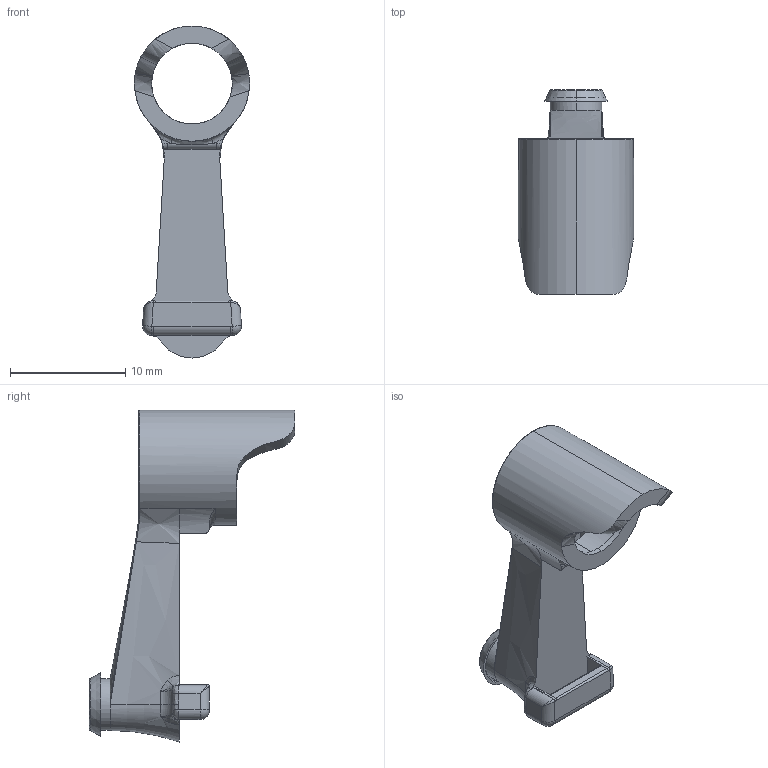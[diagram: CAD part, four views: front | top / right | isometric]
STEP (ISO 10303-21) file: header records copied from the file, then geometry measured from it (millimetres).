
FILE_DESCRIPTION (( 'STEP AP214' ), '1' );
FILE_NAME ('MotorMount.STEP', '2018-10-24T04:03:45', ( '' ), ( '' ), 'SwSTEP 2.0', 'SolidWorks 2017', '' );
FILE_SCHEMA (( 'AUTOMOTIVE_DESIGN' ));
Length unit declared in the file: inch
Products named in the file (1): MotorMount
Bounding box: 10 x 17.8 x 28.81 mm (x, y, z)
Volume: 780.1 mm3; surface area: 1191.1 mm2
Topology: 1 solids, 1 shells, 128 faces, 336 edges, 197 vertices
Faces by surface type: bspline 55, cylinder 30, plane 26, torus 11, cone 4, sphere 2
Entity records: 6314 total; most frequent: CARTESIAN_POINT 3627, ORIENTED_EDGE 650, DIRECTION 433, EDGE_CURVE 325, VERTEX_POINT 197, AXIS2_PLACEMENT_3D 176, EDGE_LOOP 132, ADVANCED_FACE 128
